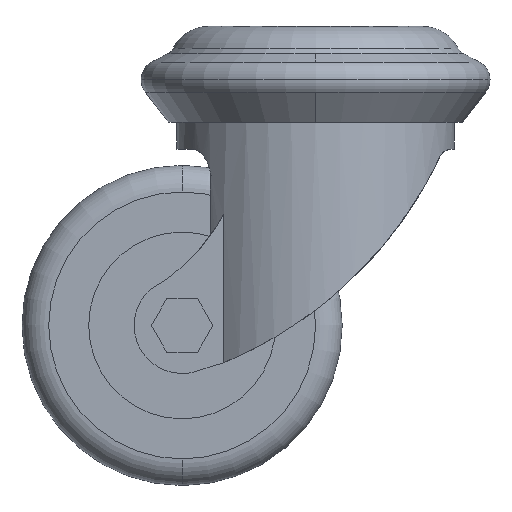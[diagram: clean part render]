
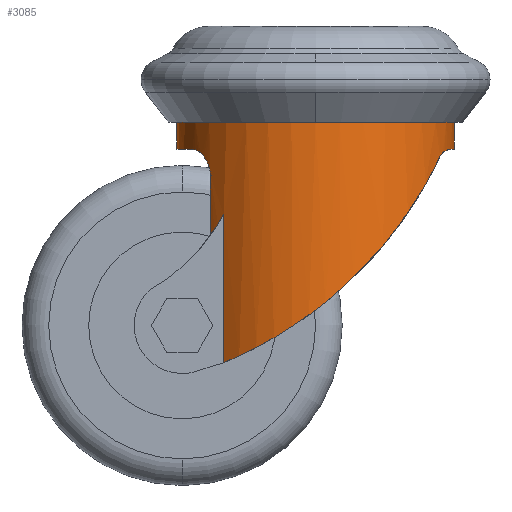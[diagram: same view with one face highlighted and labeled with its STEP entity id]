
A CAD part, front view. The second image highlights one B-rep face of the part: STEP entity #3085.
In plain terms, the highlighted cylindrical face has radius 33.02 mm (diameter 66.04 mm), a partial arc.
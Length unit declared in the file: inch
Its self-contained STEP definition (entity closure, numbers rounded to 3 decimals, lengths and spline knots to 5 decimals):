
#2535=CARTESIAN_POINT('',(4.97104,2.18061,-2.12322));
#2536=VERTEX_POINT('',#2535);
#2556=CARTESIAN_POINT('',(5.02966,2.10738,-2.3));
#2557=VERTEX_POINT('',#2556);
#2564=CARTESIAN_POINT('',(4.97104,2.18061,-2.12322));
#2565=CARTESIAN_POINT('',(4.9726,2.17851,-2.12532));
#2566=CARTESIAN_POINT('',(4.97413,2.17646,-2.12744));
#2567=CARTESIAN_POINT('',(4.99009,2.15524,-2.15022));
#2568=CARTESIAN_POINT('',(5.0042,2.13771,-2.17647));
#2569=CARTESIAN_POINT('',(5.02407,2.11376,-2.23548));
#2570=CARTESIAN_POINT('',(5.02966,2.10738,-2.26832));
#2571=CARTESIAN_POINT('',(5.02966,2.10738,-2.3));
#2572=B_SPLINE_CURVE_WITH_KNOTS('',3,(#2564,#2565,#2566,#2567,#2568,#2569,#2570,#2571),.UNSPECIFIED.,.F.,.U.,(4,2,2,4),(0.60771,0.61763,0.71267,0.8077),.UNSPECIFIED.);
#2573=EDGE_CURVE('',#2536,#2557,#2572,.T.);
#2619=CARTESIAN_POINT('',(7.31457,2.95588,-2.05));
#2620=VERTEX_POINT('',#2619);
#2621=CARTESIAN_POINT('',(7.31457,2.95588,-1.8));
#2622=VERTEX_POINT('',#2621);
#2623=CARTESIAN_POINT('',(7.31457,2.95588,-2.05));
#2624=DIRECTION('',(0.0,0.0,1.0));
#2625=VECTOR('',#2624,0.25);
#2626=LINE('',#2623,#2625);
#2627=EDGE_CURVE('',#2620,#2622,#2626,.T.);
#2740=CARTESIAN_POINT('',(4.71457,2.95588,-2.05));
#2741=VERTEX_POINT('',#2740);
#2749=CARTESIAN_POINT('',(4.71457,2.95588,-1.8));
#2750=VERTEX_POINT('',#2749);
#2751=CARTESIAN_POINT('',(4.71457,2.95588,-1.8));
#2752=DIRECTION('',(0.0,0.0,-1.0));
#2753=VECTOR('',#2752,0.25);
#2754=LINE('',#2751,#2753);
#2755=EDGE_CURVE('',#2750,#2741,#2754,.T.);
#2774=CARTESIAN_POINT('',(6.37437,1.70666,-3.24703));
#2775=VERTEX_POINT('',#2774);
#2799=CARTESIAN_POINT('',(7.17967,2.37923,-2.12152));
#2800=VERTEX_POINT('',#2799);
#2807=CARTESIAN_POINT('',(6.37437,1.70666,-3.24703));
#2808=CARTESIAN_POINT('',(6.4482,1.72793,-3.17532));
#2809=CARTESIAN_POINT('',(6.51914,1.75548,-3.10067));
#2810=CARTESIAN_POINT('',(6.75715,1.87199,-2.82982));
#2811=CARTESIAN_POINT('',(6.9015,1.98997,-2.62412));
#2812=CARTESIAN_POINT('',(7.07399,2.19629,-2.33251));
#2813=CARTESIAN_POINT('',(7.13202,2.28295,-2.22218));
#2814=CARTESIAN_POINT('',(7.17967,2.37923,-2.12152));
#2815=B_SPLINE_CURVE_WITH_KNOTS('',3,(#2807,#2808,#2809,#2810,#2811,#2812,#2813,#2814),.UNSPECIFIED.,.F.,.U.,(4,2,2,4),(7.32871,7.62693,8.3887,8.81696),.UNSPECIFIED.);
#2816=EDGE_CURVE('',#2775,#2800,#2815,.T.);
#2848=CARTESIAN_POINT('',(7.22579,2.48373,-2.06938));
#2849=VERTEX_POINT('',#2848);
#2857=CARTESIAN_POINT('',(7.29265,2.7182,-2.05));
#2858=VERTEX_POINT('',#2857);
#2865=CARTESIAN_POINT('',(7.22579,2.48373,-2.06938));
#2866=CARTESIAN_POINT('',(7.23623,2.51051,-2.06277));
#2867=CARTESIAN_POINT('',(7.24613,2.53856,-2.05859));
#2868=CARTESIAN_POINT('',(7.26807,2.60864,-2.0517));
#2869=CARTESIAN_POINT('',(7.27924,2.65159,-2.0504));
#2870=CARTESIAN_POINT('',(7.28973,2.70289,-2.05002));
#2871=CARTESIAN_POINT('',(7.29123,2.71053,-2.05));
#2872=CARTESIAN_POINT('',(7.29265,2.7182,-2.05));
#2873=B_SPLINE_CURVE_WITH_KNOTS('',3,(#2865,#2866,#2867,#2868,#2869,#2870,#2871,#2872),.UNSPECIFIED.,.F.,.U.,(4,2,2,4),(0.82355,0.91126,1.03583,1.05758),.UNSPECIFIED.);
#2874=EDGE_CURVE('',#2849,#2858,#2873,.T.);
#2884=CARTESIAN_POINT('',(6.01457,2.95588,-2.05));
#2885=DIRECTION('',(0.0,0.0,1.0));
#2886=DIRECTION('',(1.0,0.0,0.0));
#2887=AXIS2_PLACEMENT_3D('',#2884,#2885,#2886);
#2888=CIRCLE('',#2887,1.3);
#2889=EDGE_CURVE('',#2858,#2620,#2888,.T.);
#2902=CARTESIAN_POINT('',(7.17967,2.37923,-2.12152));
#2903=CARTESIAN_POINT('',(7.18378,2.38753,-2.11284));
#2904=CARTESIAN_POINT('',(7.18858,2.39746,-2.10529));
#2905=CARTESIAN_POINT('',(7.19989,2.4218,-2.09057));
#2906=CARTESIAN_POINT('',(7.20649,2.4367,-2.08412));
#2907=CARTESIAN_POINT('',(7.21693,2.46145,-2.07537));
#2908=CARTESIAN_POINT('',(7.22141,2.47248,-2.07216));
#2909=CARTESIAN_POINT('',(7.22579,2.48373,-2.06938));
#2910=B_SPLINE_CURVE_WITH_KNOTS('',3,(#2902,#2903,#2904,#2905,#2906,#2907,#2908,#2909),.UNSPECIFIED.,.F.,.U.,(4,2,2,4),(0.70158,0.73882,0.78669,0.82355),.UNSPECIFIED.);
#2911=EDGE_CURVE('',#2800,#2849,#2910,.T.);
#2961=CARTESIAN_POINT('',(5.15337,1.98206,-4.05));
#2962=VERTEX_POINT('',#2961);
#2963=CARTESIAN_POINT('',(5.15337,1.98206,-4.05));
#2964=CARTESIAN_POINT('',(5.19616,1.94421,-4.03228));
#2965=CARTESIAN_POINT('',(5.24163,1.90906,-4.01255));
#2966=CARTESIAN_POINT('',(5.36504,1.82606,-3.95584));
#2967=CARTESIAN_POINT('',(5.44606,1.7834,-3.91557));
#2968=CARTESIAN_POINT('',(5.61103,1.7169,-3.82551));
#2969=CARTESIAN_POINT('',(5.69513,1.69297,-3.77562));
#2970=CARTESIAN_POINT('',(5.85938,1.66248,-3.66938));
#2971=CARTESIAN_POINT('',(5.93953,1.65588,-3.61302));
#2972=CARTESIAN_POINT('',(6.13769,1.65588,-3.46278));
#2973=CARTESIAN_POINT('',(6.25959,1.67361,-3.3585));
#2974=CARTESIAN_POINT('',(6.37437,1.70666,-3.24703));
#2975=B_SPLINE_CURVE_WITH_KNOTS('',3,(#2963,#2964,#2965,#2966,#2967,#2968,#2969,#2970,#2971,#2972,#2973,#2974),.UNSPECIFIED.,.F.,.U.,(4,2,2,2,2,4),(5.84152,6.01771,6.30019,6.58268,6.86516,7.32871),.UNSPECIFIED.);
#2976=EDGE_CURVE('',#2962,#2775,#2975,.T.);
#3011=CARTESIAN_POINT('',(6.01457,2.95588,-2.925));
#3012=DIRECTION('',(0.0,0.0,1.0));
#3013=DIRECTION('',(1.0,0.0,0.0));
#3014=AXIS2_PLACEMENT_3D('',#3011,#3012,#3013);
#3015=CYLINDRICAL_SURFACE('',#3014,1.3);
#3016=ORIENTED_EDGE('',*,*,#2627,.T.);
#3017=CARTESIAN_POINT('',(6.01457,2.95588,-1.8));
#3018=DIRECTION('',(0.0,0.0,1.0));
#3019=DIRECTION('',(1.0,0.0,0.0));
#3020=AXIS2_PLACEMENT_3D('',#3017,#3018,#3019);
#3021=CIRCLE('',#3020,1.3);
#3022=EDGE_CURVE('',#2750,#2622,#3021,.T.);
#3023=ORIENTED_EDGE('',*,*,#3022,.F.);
#3024=ORIENTED_EDGE('',*,*,#2755,.T.);
#3025=CARTESIAN_POINT('',(4.86053,2.35738,-2.05));
#3026=VERTEX_POINT('',#3025);
#3027=CARTESIAN_POINT('',(6.01457,2.95588,-2.05));
#3028=DIRECTION('',(0.0,0.0,1.0));
#3029=DIRECTION('',(1.0,0.0,0.0));
#3030=AXIS2_PLACEMENT_3D('',#3027,#3028,#3029);
#3031=CIRCLE('',#3030,1.3);
#3032=EDGE_CURVE('',#2741,#3026,#3031,.T.);
#3033=ORIENTED_EDGE('',*,*,#3032,.T.);
#3034=CARTESIAN_POINT('',(4.86053,2.35738,-2.05));
#3035=CARTESIAN_POINT('',(4.8778,2.32408,-2.05));
#3036=CARTESIAN_POINT('',(4.89784,2.2893,-2.05698));
#3037=CARTESIAN_POINT('',(4.93644,2.22868,-2.08336));
#3038=CARTESIAN_POINT('',(4.95495,2.20227,-2.10156));
#3039=CARTESIAN_POINT('',(4.97104,2.18061,-2.12322));
#3040=B_SPLINE_CURVE_WITH_KNOTS('',3,(#3034,#3035,#3036,#3037,#3038,#3039),.UNSPECIFIED.,.F.,.U.,(4,2,4),(0.39255,0.50509,0.60771),.UNSPECIFIED.);
#3041=EDGE_CURVE('',#3026,#2536,#3040,.T.);
#3042=ORIENTED_EDGE('',*,*,#3041,.T.);
#3043=ORIENTED_EDGE('',*,*,#2573,.T.);
#3044=CARTESIAN_POINT('',(5.02966,2.10738,-2.85802));
#3045=VERTEX_POINT('',#3044);
#3046=CARTESIAN_POINT('',(5.02966,2.10738,-2.3));
#3047=DIRECTION('',(0.0,0.0,-1.0));
#3048=VECTOR('',#3047,0.55802);
#3049=LINE('',#3046,#3048);
#3050=EDGE_CURVE('',#2557,#3045,#3049,.T.);
#3051=ORIENTED_EDGE('',*,*,#3050,.T.);
#3052=CARTESIAN_POINT('',(5.153,1.98238,-2.65892));
#3053=VERTEX_POINT('',#3052);
#3054=CARTESIAN_POINT('',(5.153,1.98238,-2.65892));
#3055=CARTESIAN_POINT('',(5.1268,2.00557,-2.70828));
#3056=CARTESIAN_POINT('',(5.09924,2.03187,-2.75449));
#3057=CARTESIAN_POINT('',(5.0581,2.07523,-2.81737));
#3058=CARTESIAN_POINT('',(5.04406,2.09066,-2.8379));
#3059=CARTESIAN_POINT('',(5.02966,2.10738,-2.85802));
#3060=B_SPLINE_CURVE_WITH_KNOTS('',3,(#3054,#3055,#3056,#3057,#3058,#3059),.UNSPECIFIED.,.F.,.U.,(4,2,4),(1.12408,1.29989,1.38434),.UNSPECIFIED.);
#3061=EDGE_CURVE('',#3053,#3045,#3060,.T.);
#3062=ORIENTED_EDGE('',*,*,#3061,.F.);
#3063=CARTESIAN_POINT('',(5.153,1.98238,-4.05));
#3064=VERTEX_POINT('',#3063);
#3065=CARTESIAN_POINT('',(5.153,1.98238,-4.05));
#3066=DIRECTION('',(0.0,0.0,1.0));
#3067=VECTOR('',#3066,1.39108);
#3068=LINE('',#3065,#3067);
#3069=EDGE_CURVE('',#3064,#3053,#3068,.T.);
#3070=ORIENTED_EDGE('',*,*,#3069,.F.);
#3071=CARTESIAN_POINT('',(6.01457,2.95588,-4.05));
#3072=DIRECTION('',(0.0,0.0,-1.0));
#3073=DIRECTION('',(1.0,0.0,0.0));
#3074=AXIS2_PLACEMENT_3D('',#3071,#3072,#3073);
#3075=CIRCLE('',#3074,1.3);
#3076=EDGE_CURVE('',#2962,#3064,#3075,.T.);
#3077=ORIENTED_EDGE('',*,*,#3076,.F.);
#3078=ORIENTED_EDGE('',*,*,#2976,.T.);
#3079=ORIENTED_EDGE('',*,*,#2816,.T.);
#3080=ORIENTED_EDGE('',*,*,#2911,.T.);
#3081=ORIENTED_EDGE('',*,*,#2874,.T.);
#3082=ORIENTED_EDGE('',*,*,#2889,.T.);
#3083=EDGE_LOOP('',(#3016,#3023,#3024,#3033,#3042,#3043,#3051,#3062,#3070,#3077,#3078,#3079,#3080,#3081,#3082));
#3084=FACE_OUTER_BOUND('',#3083,.T.);
#3085=ADVANCED_FACE('',(#3084),#3015,.T.);
